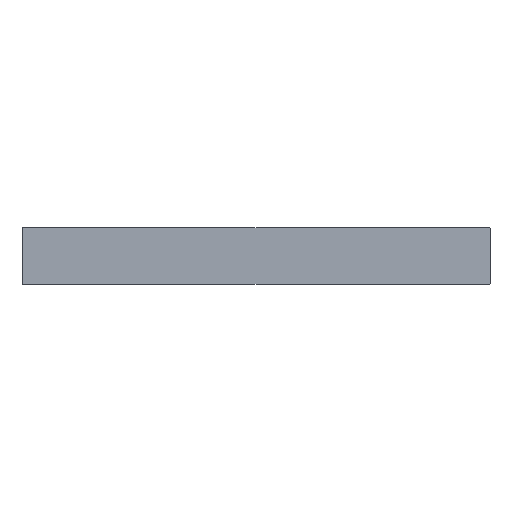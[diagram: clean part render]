
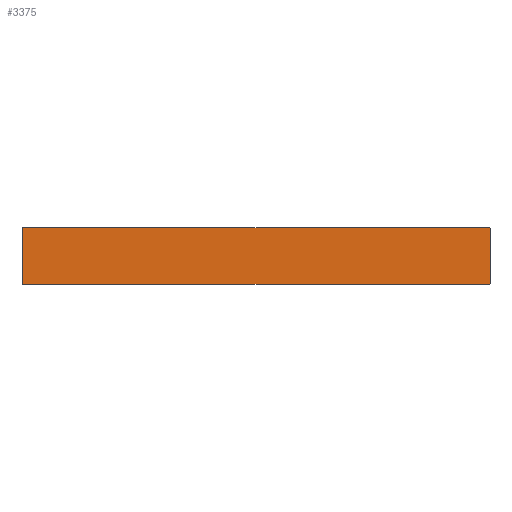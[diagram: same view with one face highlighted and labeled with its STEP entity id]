
A CAD part, top view. The second image highlights one B-rep face of the part: STEP entity #3375.
In plain terms, the highlighted planar face has unit normal (0, 0, 1).
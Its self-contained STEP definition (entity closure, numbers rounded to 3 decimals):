
#3375=ADVANCED_FACE('',(#5301),#29837,.T.);
#5301=FACE_OUTER_BOUND('',#7335,.T.);
#7335=EDGE_LOOP('',(#16605,#16606,#16607,#16608,#16609,#16610,#16611,#16612));
#16605=ORIENTED_EDGE('',*,*,#21468,.T.);
#16606=ORIENTED_EDGE('',*,*,#21493,.T.);
#16607=ORIENTED_EDGE('',*,*,#21465,.T.);
#16608=ORIENTED_EDGE('',*,*,#21491,.T.);
#16609=ORIENTED_EDGE('',*,*,#21466,.T.);
#16610=ORIENTED_EDGE('',*,*,#21495,.T.);
#16611=ORIENTED_EDGE('',*,*,#21467,.T.);
#16612=ORIENTED_EDGE('',*,*,#21497,.T.);
#21465=EDGE_CURVE('',#29278,#29277,#23373,.T.);
#21466=EDGE_CURVE('',#29280,#29279,#23374,.T.);
#21467=EDGE_CURVE('',#29282,#29281,#23375,.T.);
#21468=EDGE_CURVE('',#29284,#29283,#23376,.T.);
#21491=EDGE_CURVE('',#29277,#29280,#26207,.T.);
#21493=EDGE_CURVE('',#29283,#29278,#26209,.T.);
#21495=EDGE_CURVE('',#29279,#29282,#26211,.T.);
#21497=EDGE_CURVE('',#29281,#29284,#26213,.T.);
#23373=B_SPLINE_CURVE_WITH_KNOTS('',1,(#97206,#97207),.UNSPECIFIED.,.F.,
 .F.,(2,2),(97.05,140.2),.UNSPECIFIED.);
#23374=B_SPLINE_CURVE_WITH_KNOTS('',1,(#97208,#97209),.UNSPECIFIED.,.F.,
 .F.,(2,2),(140.3,145.45),.UNSPECIFIED.);
#23375=B_SPLINE_CURVE_WITH_KNOTS('',1,(#97210,#97211),.UNSPECIFIED.,.F.,
 .F.,(2,2),(145.55,188.7),.UNSPECIFIED.);
#23376=B_SPLINE_CURVE_WITH_KNOTS('',1,(#97212,#97213),.UNSPECIFIED.,.F.,
 .F.,(2,2),(188.8,193.95),.UNSPECIFIED.);
#26207=(
BOUNDED_CURVE()
B_SPLINE_CURVE(2,(#97264,#97265,#97266),.UNSPECIFIED.,.F.,.F.)
B_SPLINE_CURVE_WITH_KNOTS((3,3),(0.,0.079),.UNSPECIFIED.)
CURVE()
GEOMETRIC_REPRESENTATION_ITEM()
RATIONAL_B_SPLINE_CURVE((1.,0.707,1.))
REPRESENTATION_ITEM('')
);
#26209=(
BOUNDED_CURVE()
B_SPLINE_CURVE(2,(#97270,#97271,#97272),.UNSPECIFIED.,.F.,.F.)
B_SPLINE_CURVE_WITH_KNOTS((3,3),(-0.079,0.),.UNSPECIFIED.)
CURVE()
GEOMETRIC_REPRESENTATION_ITEM()
RATIONAL_B_SPLINE_CURVE((1.,0.707,1.))
REPRESENTATION_ITEM('')
);
#26211=(
BOUNDED_CURVE()
B_SPLINE_CURVE(2,(#97276,#97277,#97278),.UNSPECIFIED.,.F.,.F.)
B_SPLINE_CURVE_WITH_KNOTS((3,3),(0.,0.079),.UNSPECIFIED.)
CURVE()
GEOMETRIC_REPRESENTATION_ITEM()
RATIONAL_B_SPLINE_CURVE((1.,0.707,1.))
REPRESENTATION_ITEM('')
);
#26213=(
BOUNDED_CURVE()
B_SPLINE_CURVE(2,(#97282,#97283,#97284),.UNSPECIFIED.,.F.,.F.)
B_SPLINE_CURVE_WITH_KNOTS((3,3),(0.,0.079),.UNSPECIFIED.)
CURVE()
GEOMETRIC_REPRESENTATION_ITEM()
RATIONAL_B_SPLINE_CURVE((1.,0.707,1.))
REPRESENTATION_ITEM('')
);
#29277=VERTEX_POINT('',#97186);
#29278=VERTEX_POINT('',#97187);
#29279=VERTEX_POINT('',#97188);
#29280=VERTEX_POINT('',#97189);
#29281=VERTEX_POINT('',#97190);
#29282=VERTEX_POINT('',#97191);
#29283=VERTEX_POINT('',#97192);
#29284=VERTEX_POINT('',#97193);
#29837=PLANE('',#31747);
#31747=AXIS2_PLACEMENT_3D('',#97072,#32333,$);
#32333=DIRECTION('',(0.,0.,1.));
#97072=CARTESIAN_POINT('',(-549.275,-66.675,0.));
#97186=CARTESIAN_POINT('',(548.005,-66.675,0.));
#97187=CARTESIAN_POINT('',(-548.005,-66.675,0.));
#97188=CARTESIAN_POINT('',(549.275,65.405,0.));
#97189=CARTESIAN_POINT('',(549.275,-65.405,0.));
#97190=CARTESIAN_POINT('',(-548.005,66.675,0.));
#97191=CARTESIAN_POINT('',(548.005,66.675,0.));
#97192=CARTESIAN_POINT('',(-549.275,-65.405,0.));
#97193=CARTESIAN_POINT('',(-549.275,65.405,0.));
#97206=CARTESIAN_POINT('',(-548.005,-66.675,0.));
#97207=CARTESIAN_POINT('',(548.005,-66.675,0.));
#97208=CARTESIAN_POINT('',(549.275,-65.405,0.));
#97209=CARTESIAN_POINT('',(549.275,65.405,0.));
#97210=CARTESIAN_POINT('',(548.005,66.675,0.));
#97211=CARTESIAN_POINT('',(-548.005,66.675,0.));
#97212=CARTESIAN_POINT('',(-549.275,65.405,0.));
#97213=CARTESIAN_POINT('',(-549.275,-65.405,0.));
#97264=CARTESIAN_POINT('',(548.005,-66.675,0.));
#97265=CARTESIAN_POINT('',(549.275,-66.675,0.));
#97266=CARTESIAN_POINT('',(549.275,-65.405,0.));
#97270=CARTESIAN_POINT('',(-549.275,-65.405,0.));
#97271=CARTESIAN_POINT('',(-549.275,-66.675,0.));
#97272=CARTESIAN_POINT('',(-548.005,-66.675,0.));
#97276=CARTESIAN_POINT('',(549.275,65.405,0.));
#97277=CARTESIAN_POINT('',(549.275,66.675,0.));
#97278=CARTESIAN_POINT('',(548.005,66.675,0.));
#97282=CARTESIAN_POINT('',(-548.005,66.675,0.));
#97283=CARTESIAN_POINT('',(-549.275,66.675,0.));
#97284=CARTESIAN_POINT('',(-549.275,65.405,0.));
